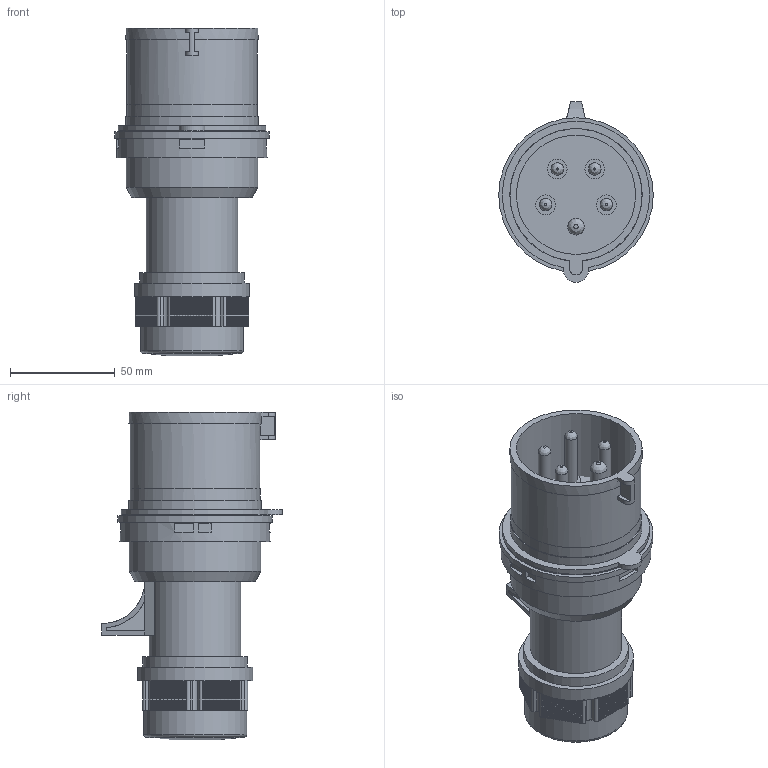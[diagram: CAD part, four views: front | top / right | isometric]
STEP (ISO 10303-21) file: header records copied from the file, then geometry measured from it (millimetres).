
FILE_DESCRIPTION(/* description */ (''),/* implementation_level */ '2;1');
FILE_NAME(/* name */ '红5芯_stp.stp',/* time_stamp */ '2024-07-29T09:43:32+08:00',/* author */ (''),/* organization */ (''),/* preprocessor_version */ 'ST-DEVELOPER v16',/* originating_system */ 'SIEMENS PLM Software NX 10.0',/* authorisation */ '');
FILE_SCHEMA (('AUTOMOTIVE_DESIGN { 1 0 10303 214 3 1 1 1 }'));
Length unit declared in the file: millimetre
Products named in the file (1): 红5芯_stp
Bounding box: 73.8 x 86.35 x 156.5 mm (x, y, z)
Volume: 302910.7 mm3; surface area: 80406.4 mm2
Topology: 14 solids, 14 shells, 478 faces, 1298 edges, 864 vertices
Faces by surface type: plane 421, cylinder 49, bspline 5, cone 2, torus 1
Full cylindrical faces by diameter (mm): 6 x4, 8 x1, 9.4 x4, 19.305 x1, 42.64 x1, 43.7 x1, 49.27 x1, 50.05 x1, 54.99 x1, 57 x1, 62.2 x2, 62.8 x1, 63.2 x1, 70.246 x1, 71.8 x1, 73.8 x1
Entity records: 14811 total; most frequent: CARTESIAN_POINT 2723, ORIENTED_EDGE 2512, DIRECTION 2329, EDGE_CURVE 1256, LINE 1131, VECTOR 1131, VERTEX_POINT 853, AXIS2_PLACEMENT_3D 599
